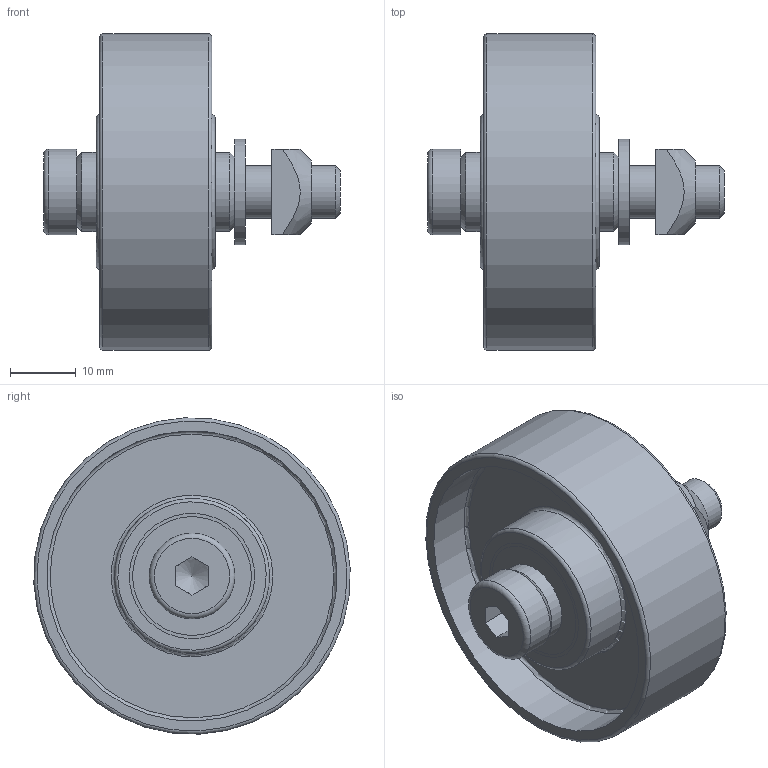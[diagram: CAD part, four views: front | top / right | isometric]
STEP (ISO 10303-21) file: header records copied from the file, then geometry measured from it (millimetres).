
FILE_DESCRIPTION(/* description */ (''),/* implementation_level */ '2;1');
FILE_NAME(/* name */ '700111.stp',/* time_stamp */ '2022-10-10T09:01:32+02:00',/* author */ ('aluteckkpl_am'),/* organization */ (''),/* preprocessor_version */ 'ST-DEVELOPER v18.1',/* originating_system */ 'Autodesk Inventor 2021',/* authorisation */ '');
FILE_SCHEMA (('CONFIG_CONTROL_DESIGN'));
Length unit declared in the file: millimetre
Products named in the file (1): 700111-ZP
Bounding box: 45 x 47.95 x 47.95 mm (x, y, z)
Volume: 17409.3 mm3; surface area: 16113.5 mm2
Topology: 15 solids, 15 shells, 107 faces, 305 edges, 217 vertices
Faces by surface type: plane 45, cylinder 37, torus 12, sphere 8, cone 5
Full cylindrical faces by diameter (mm): 6.647 x1, 8 x1, 8.3 x1, 8.4 x1, 12 x4, 13 x1, 14 x2, 16 x1, 18 x2, 19 x2, 23.5 x2, 44 x2, 48 x1
Entity records: 4129 total; most frequent: CARTESIAN_POINT 1121, DIRECTION 618, ORIENTED_EDGE 576, EDGE_CURVE 288, AXIS2_PLACEMENT_3D 270, VERTEX_POINT 217, CIRCLE 146, EDGE_LOOP 125
